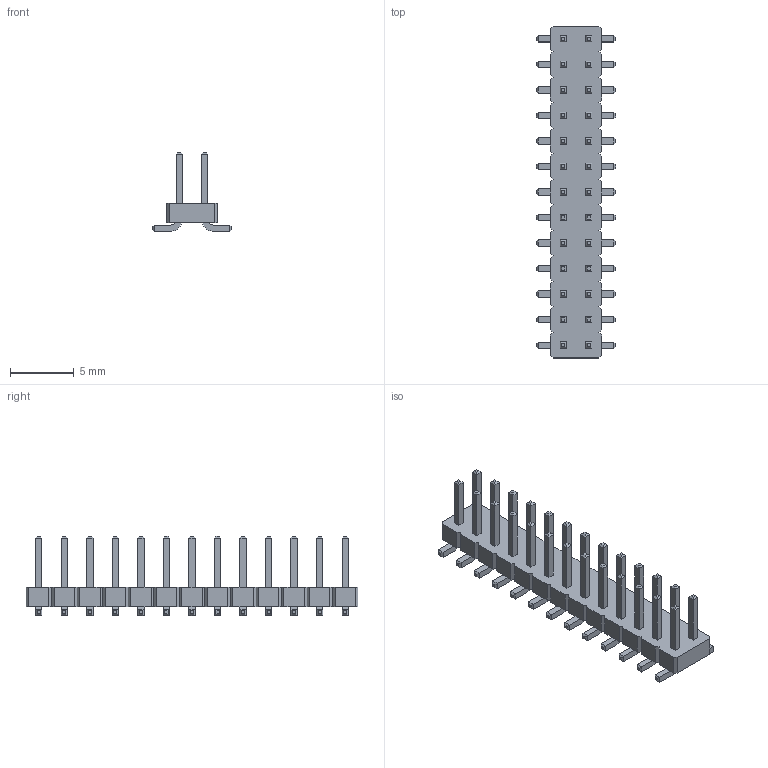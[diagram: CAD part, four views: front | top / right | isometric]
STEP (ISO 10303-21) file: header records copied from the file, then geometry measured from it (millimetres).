
FILE_DESCRIPTION(/* description */ ('model of Pin_Header_Straight_2x13_Pitch2.00mm_SMD'),/* implementation_level */ '2;1');
FILE_NAME(/* name */ 'Pin_Header_Straight_2x13_Pitch2.00mm_SMD.step',/* time_stamp */ '2017-08-19T05:24:19',/* author */ ('kicad StepUp','ksu'),/* organization */ ('FreeCAD'),/* preprocessor_version */ 'OCC',/* originating_system */ 'kicad StepUp',/* authorisation */ '');
FILE_SCHEMA(('AUTOMOTIVE_DESIGN { 1 0 10303 214 1 1 1 1 }'));
Length unit declared in the file: millimetre
Products named in the file (1): Pin_Header_Straight_2x13_Pitch200mm_SMD
Bounding box: 6.2 x 26 x 6.2 mm (x, y, z)
Volume: 194.2 mm3; surface area: 614.8 mm2
Topology: 1 solids, 1 shells, 602 faces, 1436 edges, 888 vertices
Faces by surface type: plane 550, cylinder 52
Entity records: 21087 total; most frequent: CARTESIAN_POINT 2927, ORIENTED_EDGE 2872, DIRECTION 2746, EDGE_CURVE 1436, LINE 1332, VECTOR 1332, VERTEX_POINT 888, AXIS2_PLACEMENT_3D 707
